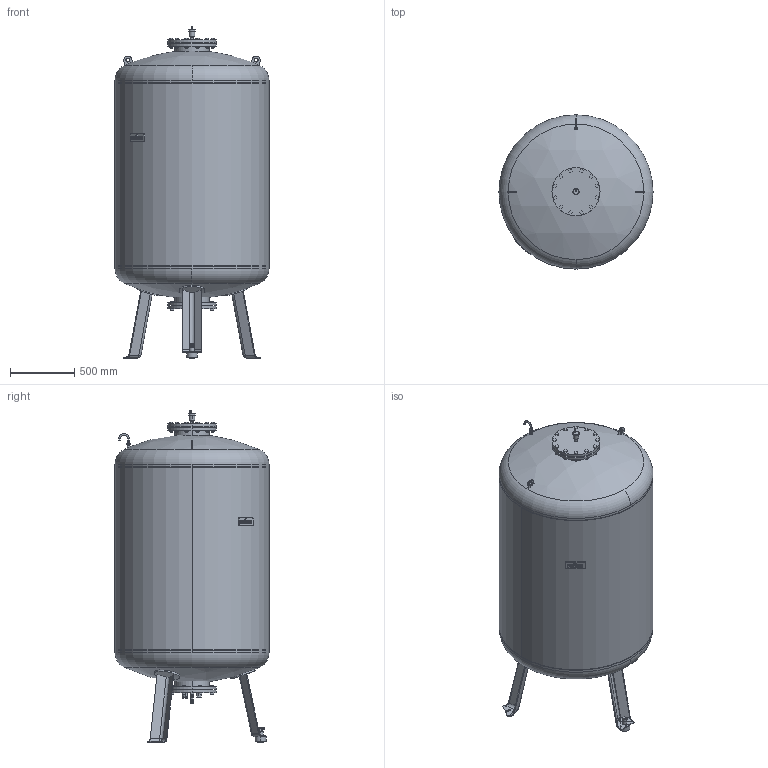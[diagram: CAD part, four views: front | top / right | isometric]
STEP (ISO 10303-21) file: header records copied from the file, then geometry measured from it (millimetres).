
FILE_DESCRIPTION((''),'2;1');
FILE_NAME('3d_VG2000-6601005.stp','2009-12-30T08:00:27',(''),(''),'Mechanical Desktop 2008','Mechanical Desktop 2008',', , ');
FILE_SCHEMA(('CONFIG_CONTROL_DESIGN'));
Length unit declared in the file: millimetre
Products named in the file (1): Product
Bounding box: 1200 x 1200 x 2587 mm (x, y, z)
Volume: 2026585008.8 mm3; surface area: 14839823.2 mm2
Topology: 30 solids, 30 shells, 889 faces, 2064 edges, 1330 vertices
Faces by surface type: plane 536, cylinder 240, cone 70, bspline 16, sphere 15, torus 12
Entity records: 25606 total; most frequent: CARTESIAN_POINT 4761, DIRECTION 4424, ORIENTED_EDGE 4096, EDGE_CURVE 2048, AXIS2_PLACEMENT_3D 1512, VECTOR 1400, LINE 1400, VERTEX_POINT 1330
